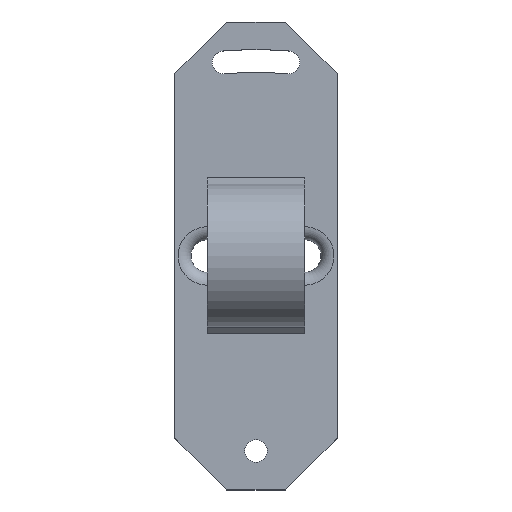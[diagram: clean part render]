
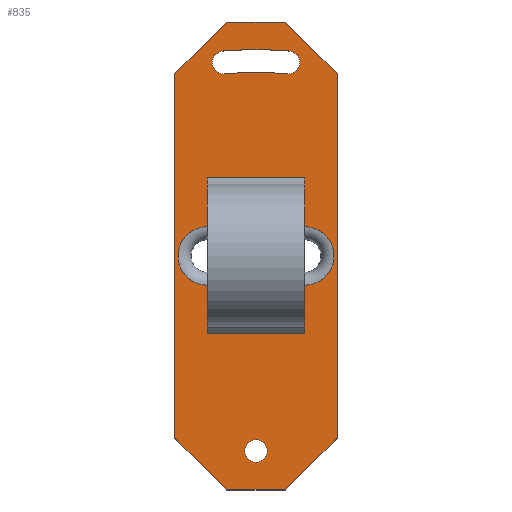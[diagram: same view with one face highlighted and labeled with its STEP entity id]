
A CAD part, top view. The second image highlights one B-rep face of the part: STEP entity #835.
In plain terms, the highlighted planar face has unit normal (0, 0, 1).
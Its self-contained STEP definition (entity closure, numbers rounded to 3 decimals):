
#30=FACE_BOUND('',#289,.T.);
#31=FACE_BOUND('',#290,.T.);
#32=FACE_BOUND('',#291,.T.);
#50=PLANE('',#943);
#59=LINE('',#1341,#118);
#62=LINE('',#1352,#121);
#66=LINE('',#1593,#125);
#69=LINE('',#1604,#128);
#76=LINE('',#1773,#135);
#82=LINE('',#1784,#141);
#89=LINE('',#1809,#148);
#92=LINE('',#1814,#151);
#93=LINE('',#1818,#152);
#96=LINE('',#1822,#155);
#97=LINE('',#1825,#156);
#106=LINE('',#1851,#165);
#109=LINE('',#1856,#168);
#110=LINE('',#1858,#169);
#118=VECTOR('',#995,10.);
#121=VECTOR('',#1004,10.);
#125=VECTOR('',#1018,10.);
#128=VECTOR('',#1027,10.);
#135=VECTOR('',#1084,10.);
#141=VECTOR('',#1092,10.);
#148=VECTOR('',#1113,10.);
#151=VECTOR('',#1118,10.);
#152=VECTOR('',#1121,10.);
#155=VECTOR('',#1126,10.);
#156=VECTOR('',#1129,10.);
#165=VECTOR('',#1162,10.);
#168=VECTOR('',#1169,10.);
#169=VECTOR('',#1172,10.);
#232=FACE_OUTER_BOUND('',#288,.T.);
#288=EDGE_LOOP('',(#762,#763,#764,#765,#766,#767,#768,#769));
#289=EDGE_LOOP('',(#770,#771,#772,#773,#774,#775,#776,#777));
#290=EDGE_LOOP('',(#778));
#291=EDGE_LOOP('',(#779,#780,#781,#782));
#313=CIRCLE('',#863,4.5);
#320=CIRCLE('',#872,4.5);
#349=CIRCLE('',#930,1.75);
#350=CIRCLE('',#932,1.75);
#351=CIRCLE('',#934,58.25);
#352=CIRCLE('',#936,1.75);
#353=CIRCLE('',#938,61.75);
#355=VERTEX_POINT('',#1180);
#356=VERTEX_POINT('',#1182);
#367=VERTEX_POINT('',#1236);
#368=VERTEX_POINT('',#1238);
#380=VERTEX_POINT('',#1340);
#385=VERTEX_POINT('',#1350);
#391=VERTEX_POINT('',#1592);
#396=VERTEX_POINT('',#1602);
#408=VERTEX_POINT('',#1771);
#409=VERTEX_POINT('',#1772);
#413=VERTEX_POINT('',#1782);
#424=VERTEX_POINT('',#1808);
#425=VERTEX_POINT('',#1812);
#426=VERTEX_POINT('',#1816);
#427=VERTEX_POINT('',#1817);
#428=VERTEX_POINT('',#1824);
#429=VERTEX_POINT('',#1828);
#430=VERTEX_POINT('',#1832);
#431=VERTEX_POINT('',#1834);
#432=VERTEX_POINT('',#1838);
#433=VERTEX_POINT('',#1842);
#435=EDGE_CURVE('',#355,#356,#313,.T.);
#449=EDGE_CURVE('',#367,#368,#320,.T.);
#465=EDGE_CURVE('',#368,#380,#59,.T.);
#471=EDGE_CURVE('',#385,#367,#62,.T.);
#482=EDGE_CURVE('',#356,#391,#66,.T.);
#488=EDGE_CURVE('',#396,#355,#69,.T.);
#508=EDGE_CURVE('',#408,#409,#76,.T.);
#514=EDGE_CURVE('',#408,#413,#82,.T.);
#526=EDGE_CURVE('',#424,#413,#89,.T.);
#529=EDGE_CURVE('',#425,#424,#92,.T.);
#530=EDGE_CURVE('',#426,#427,#93,.T.);
#533=EDGE_CURVE('',#409,#426,#96,.T.);
#534=EDGE_CURVE('',#428,#425,#97,.T.);
#536=EDGE_CURVE('',#429,#429,#349,.T.);
#539=EDGE_CURVE('',#431,#430,#350,.T.);
#541=EDGE_CURVE('',#432,#431,#351,.T.);
#543=EDGE_CURVE('',#433,#432,#352,.T.);
#545=EDGE_CURVE('',#430,#433,#353,.T.);
#548=EDGE_CURVE('',#380,#396,#106,.T.);
#551=EDGE_CURVE('',#385,#391,#109,.T.);
#552=EDGE_CURVE('',#427,#428,#110,.T.);
#762=ORIENTED_EDGE('',*,*,#508,.F.);
#763=ORIENTED_EDGE('',*,*,#514,.T.);
#764=ORIENTED_EDGE('',*,*,#526,.F.);
#765=ORIENTED_EDGE('',*,*,#529,.F.);
#766=ORIENTED_EDGE('',*,*,#534,.F.);
#767=ORIENTED_EDGE('',*,*,#552,.F.);
#768=ORIENTED_EDGE('',*,*,#530,.F.);
#769=ORIENTED_EDGE('',*,*,#533,.F.);
#770=ORIENTED_EDGE('',*,*,#435,.F.);
#771=ORIENTED_EDGE('',*,*,#488,.F.);
#772=ORIENTED_EDGE('',*,*,#548,.F.);
#773=ORIENTED_EDGE('',*,*,#465,.F.);
#774=ORIENTED_EDGE('',*,*,#449,.F.);
#775=ORIENTED_EDGE('',*,*,#471,.F.);
#776=ORIENTED_EDGE('',*,*,#551,.T.);
#777=ORIENTED_EDGE('',*,*,#482,.F.);
#778=ORIENTED_EDGE('',*,*,#536,.T.);
#779=ORIENTED_EDGE('',*,*,#543,.T.);
#780=ORIENTED_EDGE('',*,*,#541,.T.);
#781=ORIENTED_EDGE('',*,*,#539,.T.);
#782=ORIENTED_EDGE('',*,*,#545,.T.);
#835=ADVANCED_FACE('',(#232,#30,#31,#32),#50,.T.);
#863=AXIS2_PLACEMENT_3D('',#1183,#952,#953);
#872=AXIS2_PLACEMENT_3D('',#1239,#973,#974);
#930=AXIS2_PLACEMENT_3D('',#1829,#1133,#1134);
#932=AXIS2_PLACEMENT_3D('',#1835,#1139,#1140);
#934=AXIS2_PLACEMENT_3D('',#1839,#1144,#1145);
#936=AXIS2_PLACEMENT_3D('',#1843,#1149,#1150);
#938=AXIS2_PLACEMENT_3D('',#1846,#1154,#1155);
#943=AXIS2_PLACEMENT_3D('',#1857,#1170,#1171);
#952=DIRECTION('center_axis',(0.,0.,1.));
#953=DIRECTION('ref_axis',(1.,0.,0.));
#973=DIRECTION('center_axis',(0.,0.,1.));
#974=DIRECTION('ref_axis',(-1.,0.,0.));
#995=DIRECTION('',(0.,-1.,0.));
#1004=DIRECTION('',(0.,-1.,0.));
#1018=DIRECTION('',(0.,1.,0.));
#1027=DIRECTION('',(0.,1.,0.));
#1084=DIRECTION('',(-0.707,0.707,0.));
#1092=DIRECTION('',(1.,0.,0.));
#1113=DIRECTION('',(-0.707,-0.707,0.));
#1118=DIRECTION('',(0.,-1.,0.));
#1121=DIRECTION('',(0.707,0.707,0.));
#1126=DIRECTION('',(0.,1.,0.));
#1129=DIRECTION('',(0.707,-0.707,0.));
#1133=DIRECTION('center_axis',(0.,0.,-1.));
#1134=DIRECTION('ref_axis',(1.,0.,0.));
#1139=DIRECTION('center_axis',(0.,0.,-1.));
#1140=DIRECTION('ref_axis',(-0.083,0.997,0.));
#1144=DIRECTION('center_axis',(0.,0.,1.));
#1145=DIRECTION('ref_axis',(-0.083,-0.997,0.));
#1149=DIRECTION('center_axis',(0.,0.,-1.));
#1150=DIRECTION('ref_axis',(-0.083,-0.997,0.));
#1154=DIRECTION('center_axis',(0.,0.,-1.));
#1155=DIRECTION('ref_axis',(0.083,0.997,0.));
#1162=DIRECTION('',(1.,0.,0.));
#1169=DIRECTION('',(1.,0.,0.));
#1170=DIRECTION('center_axis',(0.,0.,1.));
#1171=DIRECTION('ref_axis',(0.,-1.,0.));
#1172=DIRECTION('',(1.,0.,0.));
#1180=CARTESIAN_POINT('',(7.5,-4.5,6.));
#1182=CARTESIAN_POINT('',(7.5,4.5,6.));
#1183=CARTESIAN_POINT('Origin',(7.5,0.,6.));
#1236=CARTESIAN_POINT('',(-7.5,4.5,6.));
#1238=CARTESIAN_POINT('',(-7.5,-4.5,6.));
#1239=CARTESIAN_POINT('Origin',(-7.5,0.,6.));
#1340=CARTESIAN_POINT('',(-7.5,-12.,6.));
#1341=CARTESIAN_POINT('',(-7.5,0.,6.));
#1350=CARTESIAN_POINT('',(-7.5,12.,6.));
#1352=CARTESIAN_POINT('',(-7.5,0.,6.));
#1592=CARTESIAN_POINT('',(7.5,12.,6.));
#1593=CARTESIAN_POINT('',(7.5,0.,6.));
#1602=CARTESIAN_POINT('',(7.5,-12.,6.));
#1604=CARTESIAN_POINT('',(7.5,0.,6.));
#1771=CARTESIAN_POINT('',(-4.5,-36.,6.));
#1772=CARTESIAN_POINT('',(-12.5,-28.,6.));
#1773=CARTESIAN_POINT('',(-23.375,-17.125,6.));
#1782=CARTESIAN_POINT('',(4.5,-36.,6.));
#1784=CARTESIAN_POINT('',(0.,-36.,6.));
#1808=CARTESIAN_POINT('',(12.5,-28.,6.));
#1809=CARTESIAN_POINT('',(23.375,-17.125,6.));
#1812=CARTESIAN_POINT('',(12.5,28.,6.));
#1814=CARTESIAN_POINT('',(12.5,-18.,6.));
#1816=CARTESIAN_POINT('',(-12.5,28.,6.));
#1817=CARTESIAN_POINT('',(-4.5,36.,6.));
#1818=CARTESIAN_POINT('',(-5.375,35.125,6.));
#1822=CARTESIAN_POINT('',(-12.5,18.,6.));
#1824=CARTESIAN_POINT('',(4.5,36.,6.));
#1825=CARTESIAN_POINT('',(5.375,35.125,6.));
#1828=CARTESIAN_POINT('',(-1.75,-30.,6.));
#1829=CARTESIAN_POINT('Origin',(0.,-30.,6.));
#1832=CARTESIAN_POINT('',(-5.146,31.535,6.));
#1834=CARTESIAN_POINT('',(-4.854,28.047,6.));
#1835=CARTESIAN_POINT('Origin',(-5.,29.791,6.));
#1838=CARTESIAN_POINT('',(4.854,28.047,6.));
#1839=CARTESIAN_POINT('Origin',(0.,-30.,6.));
#1842=CARTESIAN_POINT('',(5.146,31.535,6.));
#1843=CARTESIAN_POINT('Origin',(5.,29.791,6.));
#1846=CARTESIAN_POINT('Origin',(0.,-30.,6.));
#1851=CARTESIAN_POINT('',(0.,-12.,6.));
#1856=CARTESIAN_POINT('',(0.,12.,6.));
#1857=CARTESIAN_POINT('Origin',(0.,36.,6.));
#1858=CARTESIAN_POINT('',(0.,36.,6.));
